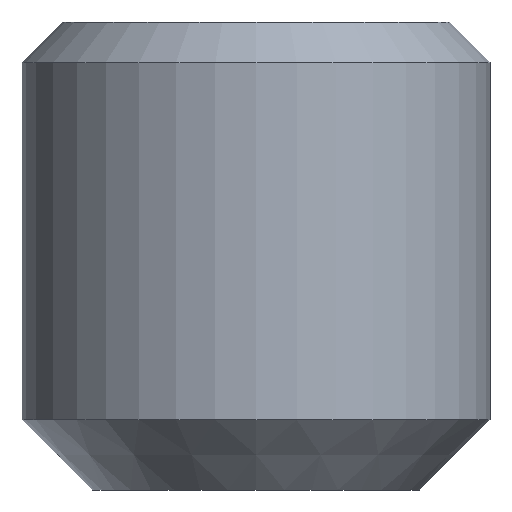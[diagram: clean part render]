
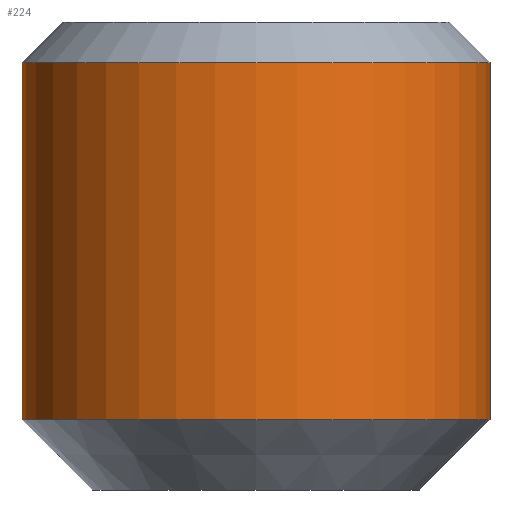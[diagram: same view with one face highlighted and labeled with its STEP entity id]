
A CAD part, front view. The second image highlights one B-rep face of the part: STEP entity #224.
In plain terms, the highlighted cylindrical face has radius 2.5 mm (diameter 5 mm), a full revolution.
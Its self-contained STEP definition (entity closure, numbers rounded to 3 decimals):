
#15=CYLINDRICAL_SURFACE('',#260,2.5);
#19=CIRCLE('',#258,2.5);
#20=CIRCLE('',#259,2.5);
#21=CIRCLE('',#261,2.5);
#22=CIRCLE('',#262,2.5);
#42=FACE_OUTER_BOUND('',#55,.T.);
#55=EDGE_LOOP('',(#198,#199,#200,#201,#202,#203));
#72=LINE('',#397,#88);
#88=VECTOR('',#315,2.5);
#113=VERTEX_POINT('',#387);
#114=VERTEX_POINT('',#388);
#115=VERTEX_POINT('',#393);
#116=VERTEX_POINT('',#394);
#141=EDGE_CURVE('',#113,#114,#19,.T.);
#142=EDGE_CURVE('',#114,#113,#20,.T.);
#144=EDGE_CURVE('',#115,#116,#21,.T.);
#145=EDGE_CURVE('',#116,#115,#22,.T.);
#146=EDGE_CURVE('',#116,#114,#72,.T.);
#198=ORIENTED_EDGE('',*,*,#144,.F.);
#199=ORIENTED_EDGE('',*,*,#145,.F.);
#200=ORIENTED_EDGE('',*,*,#146,.T.);
#201=ORIENTED_EDGE('',*,*,#142,.T.);
#202=ORIENTED_EDGE('',*,*,#141,.T.);
#203=ORIENTED_EDGE('',*,*,#146,.F.);
#224=ADVANCED_FACE('',(#42),#15,.T.);
#258=AXIS2_PLACEMENT_3D('',#389,#304,#305);
#259=AXIS2_PLACEMENT_3D('',#390,#306,#307);
#260=AXIS2_PLACEMENT_3D('',#392,#309,#310);
#261=AXIS2_PLACEMENT_3D('',#395,#311,#312);
#262=AXIS2_PLACEMENT_3D('',#396,#313,#314);
#304=DIRECTION('center_axis',(0.,0.,-1.));
#305=DIRECTION('ref_axis',(0.,1.,0.));
#306=DIRECTION('center_axis',(0.,0.,-1.));
#307=DIRECTION('ref_axis',(0.,1.,0.));
#309=DIRECTION('center_axis',(0.,0.,-1.));
#310=DIRECTION('ref_axis',(0.,1.,0.));
#311=DIRECTION('center_axis',(0.,0.,-1.));
#312=DIRECTION('ref_axis',(0.,1.,0.));
#313=DIRECTION('center_axis',(0.,0.,-1.));
#314=DIRECTION('ref_axis',(0.,1.,0.));
#315=DIRECTION('',(0.,0.,1.));
#387=CARTESIAN_POINT('',(0.,2.5,-0.433));
#388=CARTESIAN_POINT('',(0.,-2.5,-0.433));
#389=CARTESIAN_POINT('Origin',(0.,0.,-0.433));
#390=CARTESIAN_POINT('Origin',(0.,0.,-0.433));
#392=CARTESIAN_POINT('Origin',(0.,0.,-2.342));
#393=CARTESIAN_POINT('',(0.,2.5,-4.25));
#394=CARTESIAN_POINT('',(0.,-2.5,-4.25));
#395=CARTESIAN_POINT('Origin',(0.,0.,-4.25));
#396=CARTESIAN_POINT('Origin',(0.,0.,-4.25));
#397=CARTESIAN_POINT('',(0.,-2.5,-2.342));
